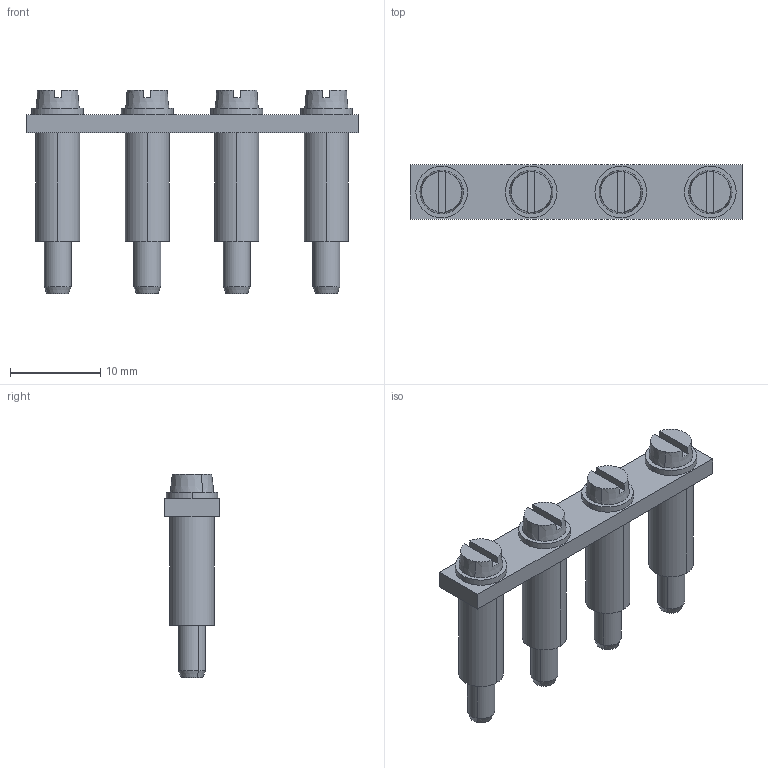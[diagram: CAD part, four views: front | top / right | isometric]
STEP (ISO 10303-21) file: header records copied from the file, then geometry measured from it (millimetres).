
FILE_DESCRIPTION(('CATIA V5 STEP Exchange','CAx-IF Rec.Pracs.--- Model Styling and Organization---1.4--- 2014-01-23'),'2;1');
FILE_NAME ('002015-4_1_0457300000_0457300000.stp','2021-12-06T10:26:37+00:00',('none'),('Weidmueller'),'CATIA Version 5-6 Release 2016 SP3 HF44','CATIA V5 STEP AP214','none');
FILE_SCHEMA(('AUTOMOTIVE_DESIGN { 1 0 10303 214 1 1 1 1 }'));
Length unit declared in the file: millimetre
Products named in the file (1): 0457300000
Bounding box: 36.7 x 6 x 22.5 mm (x, y, z)
Volume: 1538.4 mm3; surface area: 3225.1 mm2
Topology: 13 solids, 13 shells, 146 faces, 308 edges, 192 vertices
Faces by surface type: plane 66, cylinder 56, cone 24
Entity records: 3610 total; most frequent: CARTESIAN_POINT 651, ORIENTED_EDGE 616, DIRECTION 496, EDGE_CURVE 308, AXIS2_PLACEMENT_3D 255, VERTEX_POINT 192, EDGE_LOOP 166, CIRCLE 152
